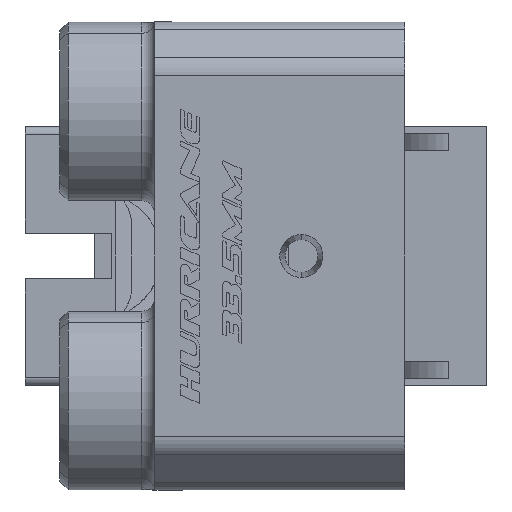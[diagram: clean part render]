
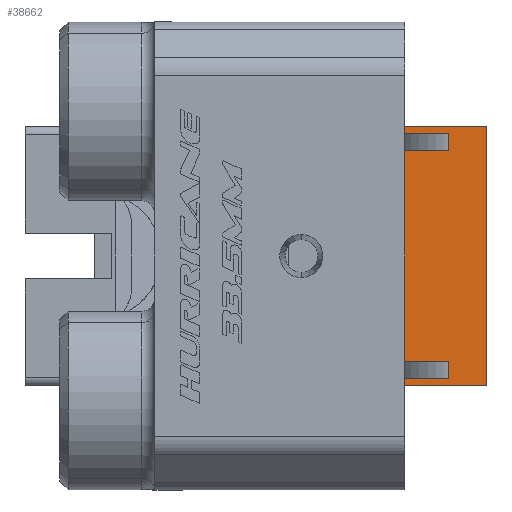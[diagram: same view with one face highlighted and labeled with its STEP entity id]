
A CAD part, left-side view. The second image highlights one B-rep face of the part: STEP entity #38662.
In plain terms, the highlighted planar face has unit normal (-1, 0, 0).
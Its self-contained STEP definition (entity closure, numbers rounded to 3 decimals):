
#550 = CARTESIAN_POINT ( 'NONE',  ( 13., -2., 14.2 ) ) ;
#955 = PLANE ( 'NONE',  #35508 ) ;
#1866 = DIRECTION ( 'NONE',  ( 0., 0., 1. ) ) ;
#2001 = DIRECTION ( 'NONE',  ( 0., 0., 1. ) ) ;
#3160 = EDGE_CURVE ( 'NONE', #10711, #19912, #26937, .T. ) ;
#3759 = DIRECTION ( 'NONE',  ( 0., 1., 0. ) ) ;
#3939 = VERTEX_POINT ( 'NONE', #24527 ) ;
#4017 = ORIENTED_EDGE ( 'NONE', *, *, #10598, .T. ) ;
#4095 = FACE_OUTER_BOUND ( 'NONE', #26436, .T. ) ;
#4135 = EDGE_CURVE ( 'NONE', #22379, #37728, #39807, .T. ) ;
#4696 = EDGE_CURVE ( 'NONE', #5245, #8558, #29025, .T. ) ;
#4921 = CARTESIAN_POINT ( 'NONE',  ( 13., -9.5, 0. ) ) ;
#5025 = ORIENTED_EDGE ( 'NONE', *, *, #12850, .F. ) ;
#5245 = VERTEX_POINT ( 'NONE', #10918 ) ;
#5373 = EDGE_CURVE ( 'NONE', #8323, #8558, #19456, .T. ) ;
#5419 = VECTOR ( 'NONE', #10145, 1000. ) ;
#6398 = CARTESIAN_POINT ( 'NONE',  ( 13., -2., -15. ) ) ;
#6444 = VECTOR ( 'NONE', #13150, 1000. ) ;
#6879 = CARTESIAN_POINT ( 'NONE',  ( 13., -7.074, -12.2 ) ) ;
#8231 = LINE ( 'NONE', #23511, #14554 ) ;
#8319 = VECTOR ( 'NONE', #38686, 1000. ) ;
#8323 = VERTEX_POINT ( 'NONE', #31365 ) ;
#8432 = ORIENTED_EDGE ( 'NONE', *, *, #4696, .F. ) ;
#8558 = VERTEX_POINT ( 'NONE', #34213 ) ;
#8776 = VERTEX_POINT ( 'NONE', #36076 ) ;
#10145 = DIRECTION ( 'NONE',  ( 0., 0., 1. ) ) ;
#10386 = DIRECTION ( 'NONE',  ( 0., 0., -1. ) ) ;
#10598 = EDGE_CURVE ( 'NONE', #10711, #8323, #22766, .T. ) ;
#10711 = VERTEX_POINT ( 'NONE', #29891 ) ;
#10918 = CARTESIAN_POINT ( 'NONE',  ( 13., -2., 14.2 ) ) ;
#11039 = VECTOR ( 'NONE', #3759, 1000. ) ;
#11084 = CARTESIAN_POINT ( 'NONE',  ( 13., -2., 12.2 ) ) ;
#11923 = VERTEX_POINT ( 'NONE', #16869 ) ;
#11958 = EDGE_CURVE ( 'NONE', #3939, #11923, #35316, .T. ) ;
#12351 = CARTESIAN_POINT ( 'NONE',  ( 13., 0., -12.2 ) ) ;
#12850 = EDGE_CURVE ( 'NONE', #40491, #8776, #31188, .T. ) ;
#12971 = ORIENTED_EDGE ( 'NONE', *, *, #33677, .F. ) ;
#12997 = VECTOR ( 'NONE', #37900, 1000. ) ;
#13150 = DIRECTION ( 'NONE',  ( 0., 0., 1. ) ) ;
#13938 = DIRECTION ( 'NONE',  ( 0., 0., -1. ) ) ;
#14554 = VECTOR ( 'NONE', #39645, 1000. ) ;
#14565 = DIRECTION ( 'NONE',  ( 1., 0., 0. ) ) ;
#15696 = VERTEX_POINT ( 'NONE', #11084 ) ;
#16869 = CARTESIAN_POINT ( 'NONE',  ( 13., -7.074, 12.2 ) ) ;
#17545 = DIRECTION ( 'NONE',  ( 0., 1., 0. ) ) ;
#17601 = DIRECTION ( 'NONE',  ( 0., 1., 0. ) ) ;
#18870 = ORIENTED_EDGE ( 'NONE', *, *, #5373, .T. ) ;
#19380 = CARTESIAN_POINT ( 'NONE',  ( 13., -7.074, 14.2 ) ) ;
#19456 = LINE ( 'NONE', #36224, #11039 ) ;
#19912 = VERTEX_POINT ( 'NONE', #6398 ) ;
#19941 = ORIENTED_EDGE ( 'NONE', *, *, #3160, .F. ) ;
#20657 = CARTESIAN_POINT ( 'NONE',  ( 13., -9.5, -15. ) ) ;
#21100 = CARTESIAN_POINT ( 'NONE',  ( 13., 0., 14.2 ) ) ;
#21588 = VECTOR ( 'NONE', #1866, 1000. ) ;
#22379 = VERTEX_POINT ( 'NONE', #38980 ) ;
#22557 = CARTESIAN_POINT ( 'NONE',  ( 13., -11.5, 0. ) ) ;
#22766 = LINE ( 'NONE', #22557, #6444 ) ;
#23511 = CARTESIAN_POINT ( 'NONE',  ( 13., 0., 12.2 ) ) ;
#23844 = CARTESIAN_POINT ( 'NONE',  ( 13., -2., -12.2 ) ) ;
#24527 = CARTESIAN_POINT ( 'NONE',  ( 13., -7.074, 14.2 ) ) ;
#24538 = ORIENTED_EDGE ( 'NONE', *, *, #31461, .F. ) ;
#25313 = ORIENTED_EDGE ( 'NONE', *, *, #29264, .F. ) ;
#26436 = EDGE_LOOP ( 'NONE', ( #18870, #8432, #25313, #32674, #27838, #24538, #5025, #12971, #34927, #30949, #19941, #4017 ) ) ;
#26937 = LINE ( 'NONE', #20657, #27652 ) ;
#27250 = VECTOR ( 'NONE', #17545, 1000. ) ;
#27382 = LINE ( 'NONE', #21100, #27250 ) ;
#27652 = VECTOR ( 'NONE', #39724, 1000. ) ;
#27838 = ORIENTED_EDGE ( 'NONE', *, *, #28991, .T. ) ;
#28991 = EDGE_CURVE ( 'NONE', #11923, #15696, #8231, .T. ) ;
#29025 = LINE ( 'NONE', #550, #8319 ) ;
#29264 = EDGE_CURVE ( 'NONE', #3939, #5245, #27382, .T. ) ;
#29408 = LINE ( 'NONE', #32550, #5419 ) ;
#29891 = CARTESIAN_POINT ( 'NONE',  ( 13., -11.5, -15. ) ) ;
#30347 = LINE ( 'NONE', #23844, #21588 ) ;
#30690 = CARTESIAN_POINT ( 'NONE',  ( 13., -7.074, -14.2 ) ) ;
#30949 = ORIENTED_EDGE ( 'NONE', *, *, #36629, .F. ) ;
#31050 = VECTOR ( 'NONE', #2001, 1000. ) ;
#31188 = LINE ( 'NONE', #12351, #12997 ) ;
#31365 = CARTESIAN_POINT ( 'NONE',  ( 13., -11.5, 15. ) ) ;
#31461 = EDGE_CURVE ( 'NONE', #8776, #15696, #30347, .T. ) ;
#32550 = CARTESIAN_POINT ( 'NONE',  ( 13., -2., -15. ) ) ;
#32674 = ORIENTED_EDGE ( 'NONE', *, *, #11958, .T. ) ;
#33677 = EDGE_CURVE ( 'NONE', #22379, #40491, #33842, .T. ) ;
#33842 = LINE ( 'NONE', #30690, #31050 ) ;
#33938 = CARTESIAN_POINT ( 'NONE',  ( 13., 0., -14.2 ) ) ;
#34032 = CARTESIAN_POINT ( 'NONE',  ( 13., -2., -14.2 ) ) ;
#34213 = CARTESIAN_POINT ( 'NONE',  ( 13., -2., 15. ) ) ;
#34927 = ORIENTED_EDGE ( 'NONE', *, *, #4135, .T. ) ;
#35316 = LINE ( 'NONE', #19380, #35993 ) ;
#35508 = AXIS2_PLACEMENT_3D ( 'NONE', #4921, #14565, #13938 ) ;
#35993 = VECTOR ( 'NONE', #10386, 1000. ) ;
#36076 = CARTESIAN_POINT ( 'NONE',  ( 13., -2., -12.2 ) ) ;
#36224 = CARTESIAN_POINT ( 'NONE',  ( 13., -9.5, 15. ) ) ;
#36629 = EDGE_CURVE ( 'NONE', #19912, #37728, #29408, .T. ) ;
#37728 = VERTEX_POINT ( 'NONE', #34032 ) ;
#37900 = DIRECTION ( 'NONE',  ( 0., 1., 0. ) ) ;
#38662 = ADVANCED_FACE ( 'NONE', ( #4095 ), #955, .F. ) ;
#38686 = DIRECTION ( 'NONE',  ( 0., 0., 1. ) ) ;
#38980 = CARTESIAN_POINT ( 'NONE',  ( 13., -7.074, -14.2 ) ) ;
#39062 = VECTOR ( 'NONE', #17601, 1000. ) ;
#39645 = DIRECTION ( 'NONE',  ( 0., 1., 0. ) ) ;
#39724 = DIRECTION ( 'NONE',  ( 0., 1., 0. ) ) ;
#39807 = LINE ( 'NONE', #33938, #39062 ) ;
#40491 = VERTEX_POINT ( 'NONE', #6879 ) ;
